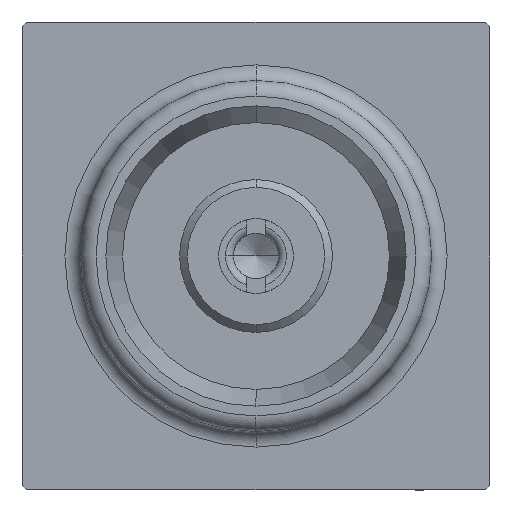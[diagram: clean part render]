
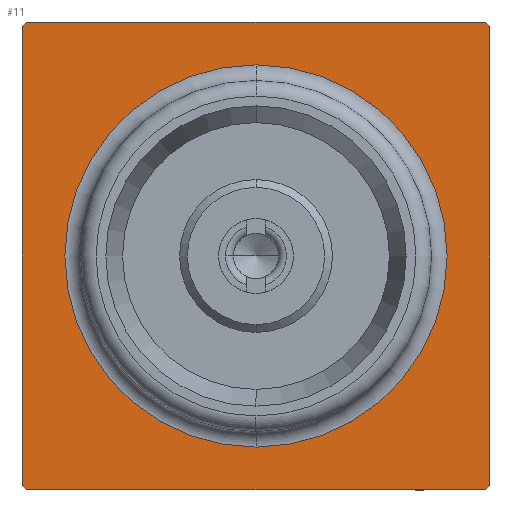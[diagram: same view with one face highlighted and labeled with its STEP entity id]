
A CAD part, left-side view. The second image highlights one B-rep face of the part: STEP entity #11.
In plain terms, the highlighted planar face has unit normal (-1, 0, 0).
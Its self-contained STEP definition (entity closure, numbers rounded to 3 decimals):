
#11 = ADVANCED_FACE ( 'NONE', ( #1335, #1947 ), #2713, .F. ) ;
#15 = CARTESIAN_POINT ( 'NONE',  ( 5.1, 0., 0. ) ) ;
#91 = LINE ( 'NONE', #439, #2328 ) ;
#138 = DIRECTION ( 'NONE',  ( 1., 0., 0. ) ) ;
#165 = ORIENTED_EDGE ( 'NONE', *, *, #1729, .F. ) ;
#173 = CARTESIAN_POINT ( 'NONE',  ( 5.1, 2.939, 3. ) ) ;
#193 = AXIS2_PLACEMENT_3D ( 'NONE', #15, #138, #423 ) ;
#266 = VERTEX_POINT ( 'NONE', #173 ) ;
#289 = EDGE_CURVE ( 'NONE', #1012, #739, #2675, .T. ) ;
#297 = AXIS2_PLACEMENT_3D ( 'NONE', #1507, #1497, #2390 ) ;
#315 = ORIENTED_EDGE ( 'NONE', *, *, #784, .T. ) ;
#346 = CARTESIAN_POINT ( 'NONE',  ( 5.1, 2.25, 0. ) ) ;
#360 = VERTEX_POINT ( 'NONE', #1102 ) ;
#423 = DIRECTION ( 'NONE',  ( 0., 0., -1. ) ) ;
#439 = CARTESIAN_POINT ( 'NONE',  ( 5.1, 2.25, 3. ) ) ;
#473 = VECTOR ( 'NONE', #2373, 1000. ) ;
#489 = ORIENTED_EDGE ( 'NONE', *, *, #579, .F. ) ;
#541 = LINE ( 'NONE', #1069, #473 ) ;
#579 = EDGE_CURVE ( 'NONE', #1012, #917, #2316, .T. ) ;
#595 = VECTOR ( 'NONE', #680, 1000. ) ;
#599 = DIRECTION ( 'NONE',  ( -1., 0., 0. ) ) ;
#625 = DIRECTION ( 'NONE',  ( 0., -1., 0. ) ) ;
#638 = AXIS2_PLACEMENT_3D ( 'NONE', #2060, #867, #1465 ) ;
#639 = DIRECTION ( 'NONE',  ( 0., 0., -1. ) ) ;
#680 = DIRECTION ( 'NONE',  ( 0., 1., 0. ) ) ;
#695 = ORIENTED_EDGE ( 'NONE', *, *, #1279, .T. ) ;
#725 = EDGE_CURVE ( 'NONE', #1058, #2672, #1731, .T. ) ;
#739 = VERTEX_POINT ( 'NONE', #1453 ) ;
#766 = CARTESIAN_POINT ( 'NONE',  ( 5.1, 2.939, -3. ) ) ;
#779 = DIRECTION ( 'NONE',  ( 1., 0., 0. ) ) ;
#784 = EDGE_CURVE ( 'NONE', #900, #360, #1013, .T. ) ;
#800 = ORIENTED_EDGE ( 'NONE', *, *, #1631, .F. ) ;
#844 = EDGE_CURVE ( 'NONE', #2672, #1058, #1860, .T. ) ;
#867 = DIRECTION ( 'NONE',  ( -1., 0., 0. ) ) ;
#900 = VERTEX_POINT ( 'NONE', #1239 ) ;
#917 = VERTEX_POINT ( 'NONE', #766 ) ;
#1012 = VERTEX_POINT ( 'NONE', #1647 ) ;
#1013 = CIRCLE ( 'NONE', #638, 4.2 ) ;
#1031 = LINE ( 'NONE', #1346, #2731 ) ;
#1058 = VERTEX_POINT ( 'NONE', #2752 ) ;
#1069 = CARTESIAN_POINT ( 'NONE',  ( 5.1, 3., 0. ) ) ;
#1073 = DIRECTION ( 'NONE',  ( 1., 0., 0. ) ) ;
#1102 = CARTESIAN_POINT ( 'NONE',  ( 5.1, -2.939, 3. ) ) ;
#1186 = DIRECTION ( 'NONE',  ( 0., 0., -1. ) ) ;
#1239 = CARTESIAN_POINT ( 'NONE',  ( 5.1, -3., 2.939 ) ) ;
#1242 = ORIENTED_EDGE ( 'NONE', *, *, #289, .T. ) ;
#1266 = EDGE_LOOP ( 'NONE', ( #489, #1242, #800, #315, #165, #695, #2502, #1697 ) ) ;
#1274 = DIRECTION ( 'NONE',  ( -1., 0., 0. ) ) ;
#1279 = EDGE_CURVE ( 'NONE', #266, #1532, #2029, .T. ) ;
#1335 = FACE_BOUND ( 'NONE', #2365, .T. ) ;
#1346 = CARTESIAN_POINT ( 'NONE',  ( 5.1, -3., 0. ) ) ;
#1363 = AXIS2_PLACEMENT_3D ( 'NONE', #2074, #1073, #1186 ) ;
#1366 = CARTESIAN_POINT ( 'NONE',  ( 5.1, 3., 2.939 ) ) ;
#1453 = CARTESIAN_POINT ( 'NONE',  ( 5.1, -3., -2.939 ) ) ;
#1465 = DIRECTION ( 'NONE',  ( 0., 0., 1. ) ) ;
#1466 = CARTESIAN_POINT ( 'NONE',  ( 5.1, 3., -2.939 ) ) ;
#1497 = DIRECTION ( 'NONE',  ( -1., 0., 0. ) ) ;
#1507 = CARTESIAN_POINT ( 'NONE',  ( 5.1, 0., 0. ) ) ;
#1532 = VERTEX_POINT ( 'NONE', #1366 ) ;
#1620 = DIRECTION ( 'NONE',  ( 0., 0., -1. ) ) ;
#1631 = EDGE_CURVE ( 'NONE', #900, #739, #1031, .T. ) ;
#1647 = CARTESIAN_POINT ( 'NONE',  ( 5.1, -2.939, -3. ) ) ;
#1697 = ORIENTED_EDGE ( 'NONE', *, *, #1727, .T. ) ;
#1706 = DIRECTION ( 'NONE',  ( 0., 0., 1. ) ) ;
#1727 = EDGE_CURVE ( 'NONE', #2339, #917, #1886, .T. ) ;
#1729 = EDGE_CURVE ( 'NONE', #266, #360, #91, .T. ) ;
#1731 = CIRCLE ( 'NONE', #193, 2.45 ) ;
#1776 = AXIS2_PLACEMENT_3D ( 'NONE', #346, #779, #1620 ) ;
#1860 = CIRCLE ( 'NONE', #1363, 2.45 ) ;
#1883 = EDGE_CURVE ( 'NONE', #2339, #1532, #541, .T. ) ;
#1886 = CIRCLE ( 'NONE', #2324, 4.2 ) ;
#1898 = DIRECTION ( 'NONE',  ( 0., 0., 1. ) ) ;
#1925 = ORIENTED_EDGE ( 'NONE', *, *, #725, .T. ) ;
#1947 = FACE_OUTER_BOUND ( 'NONE', #1266, .T. ) ;
#2018 = CARTESIAN_POINT ( 'NONE',  ( 5.1, 0., 0. ) ) ;
#2029 = CIRCLE ( 'NONE', #297, 4.2 ) ;
#2060 = CARTESIAN_POINT ( 'NONE',  ( 5.1, 0., 0. ) ) ;
#2074 = CARTESIAN_POINT ( 'NONE',  ( 5.1, 0., 0. ) ) ;
#2189 = CARTESIAN_POINT ( 'NONE',  ( 5.1, 2.25, -3. ) ) ;
#2316 = LINE ( 'NONE', #2189, #595 ) ;
#2324 = AXIS2_PLACEMENT_3D ( 'NONE', #2819, #1274, #1706 ) ;
#2328 = VECTOR ( 'NONE', #625, 1000. ) ;
#2339 = VERTEX_POINT ( 'NONE', #1466 ) ;
#2365 = EDGE_LOOP ( 'NONE', ( #2592, #1925 ) ) ;
#2373 = DIRECTION ( 'NONE',  ( 0., 0., 1. ) ) ;
#2390 = DIRECTION ( 'NONE',  ( 0., 0., 1. ) ) ;
#2502 = ORIENTED_EDGE ( 'NONE', *, *, #1883, .F. ) ;
#2592 = ORIENTED_EDGE ( 'NONE', *, *, #844, .T. ) ;
#2610 = CARTESIAN_POINT ( 'NONE',  ( 5.1, 0., -2.45 ) ) ;
#2672 = VERTEX_POINT ( 'NONE', #2610 ) ;
#2675 = CIRCLE ( 'NONE', #2687, 4.2 ) ;
#2687 = AXIS2_PLACEMENT_3D ( 'NONE', #2018, #599, #1898 ) ;
#2713 = PLANE ( 'NONE',  #1776 ) ;
#2731 = VECTOR ( 'NONE', #639, 1000. ) ;
#2752 = CARTESIAN_POINT ( 'NONE',  ( 5.1, 0., 2.45 ) ) ;
#2819 = CARTESIAN_POINT ( 'NONE',  ( 5.1, 0., 0. ) ) ;
